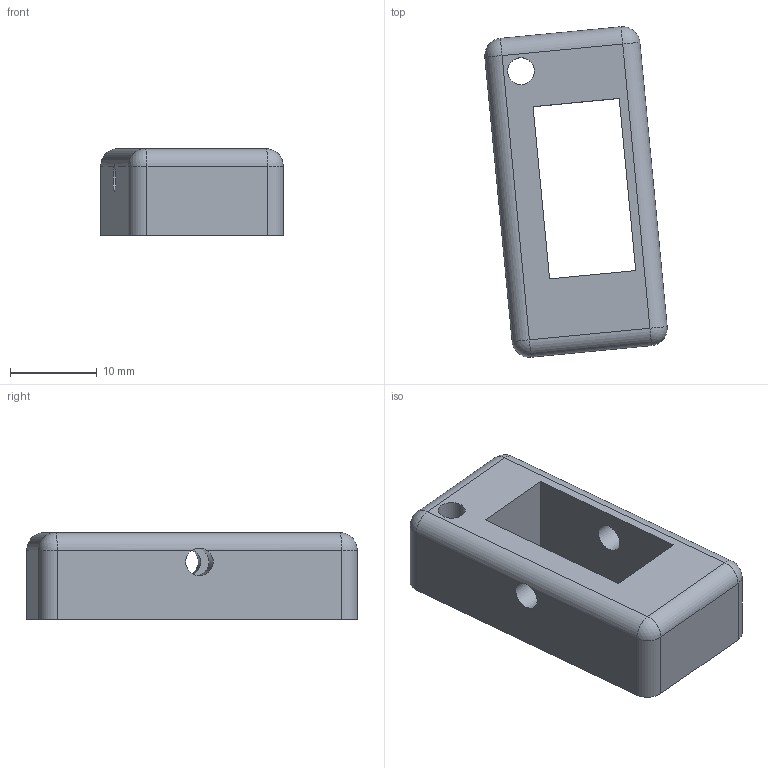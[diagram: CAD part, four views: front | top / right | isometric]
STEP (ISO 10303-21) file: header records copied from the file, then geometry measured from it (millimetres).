
FILE_DESCRIPTION(/* description */ (''),/* implementation_level */ '2;1');
FILE_NAME(/* name */ 'bb9-4.stp',/* time_stamp */ '2022-04-18T17:29:40-04:00',/* author */ ('Computus'),/* organization */ (''),/* preprocessor_version */ 'ST-DEVELOPER v18',/* originating_system */ 'Autodesk Inventor 2020',/* authorisation */ '');
FILE_SCHEMA (('AUTOMOTIVE_DESIGN { 1 0 10303 214 3 1 1 }'));
Length unit declared in the file: millimetre
Products named in the file (1): yENdstop-updated
Bounding box: 21.08 x 38.18 x 10 mm (x, y, z)
Volume: 4306 mm3; surface area: 2734.9 mm2
Topology: 1 solids, 1 shells, 29 faces, 69 edges, 42 vertices
Faces by surface type: cylinder 13, plane 12, sphere 4
Full cylindrical faces by diameter (mm): 3.1 x1, 3.2 x2, 3.4 x2
Entity records: 902 total; most frequent: CARTESIAN_POINT 161, DIRECTION 151, ORIENTED_EDGE 138, EDGE_CURVE 69, AXIS2_PLACEMENT_3D 56, VERTEX_POINT 42, LINE 39, VECTOR 39
